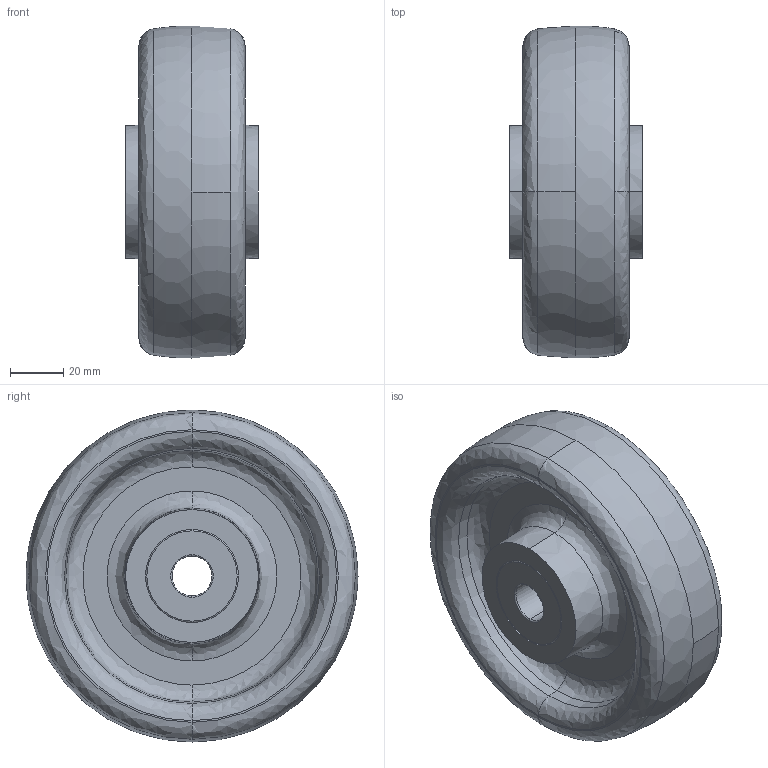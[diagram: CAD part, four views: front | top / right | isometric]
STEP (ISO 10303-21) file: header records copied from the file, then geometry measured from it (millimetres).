
FILE_DESCRIPTION (( 'STEP AP214' ), '1' );
FILE_NAME ('0015422.step', '2022-05-23T11:13:21', ( '' ), ( '' ), 'SwSTEP 2.0', 'SolidWorks 2020', '' );
FILE_SCHEMA (( 'AUTOMOTIVE_DESIGN' ));
Length unit declared in the file: millimetre
Products named in the file (1): 0015422
Bounding box: 50 x 125 x 125 mm (x, y, z)
Volume: 320676.1 mm3; surface area: 58032.2 mm2
Topology: 3 solids, 3 shells, 72 faces, 148 edges, 86 vertices
Faces by surface type: bspline 20, torus 20, cone 12, plane 10, cylinder 10
Entity records: 3906 total; most frequent: CARTESIAN_POINT 1527, DIRECTION 364, ORIENTED_EDGE 296, AXIS2_PLACEMENT_3D 171, EDGE_CURVE 148, CIRCLE 118, VERTEX_POINT 86, EDGE_LOOP 82
